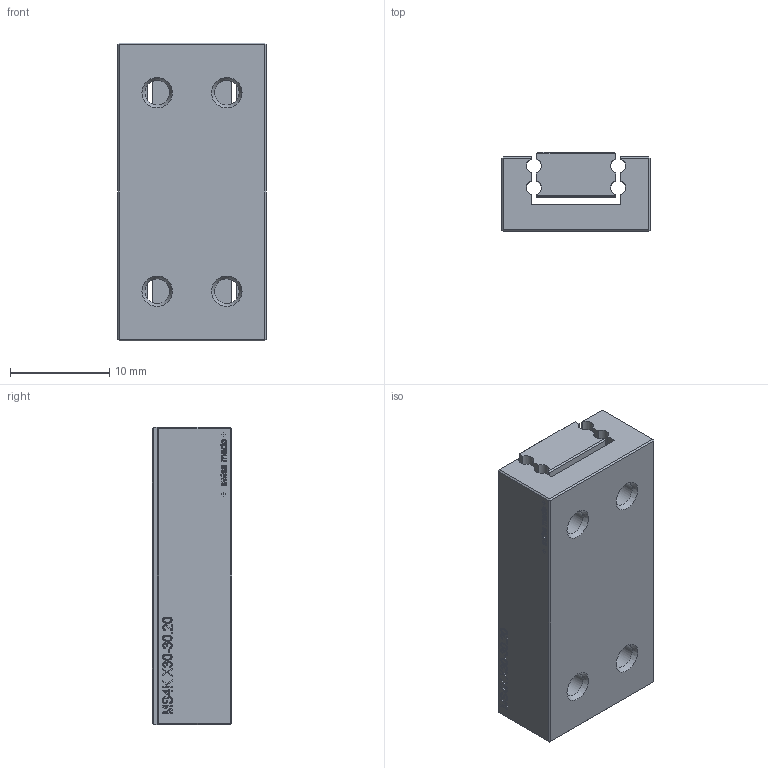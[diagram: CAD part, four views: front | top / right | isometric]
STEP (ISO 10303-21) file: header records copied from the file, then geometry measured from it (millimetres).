
FILE_DESCRIPTION(('FreeCAD Model'),'2;1');
FILE_NAME('MS4K X30-30.20.step', '2020-04-13T15:40:08',('Author'),(''), 'Open CASCADE STEP processor 6.8','FreeCAD','Unknown');
FILE_SCHEMA(('AUTOMOTIVE_DESIGN_CC2 { 1 2 10303 214 -1 1 5 4 }'));
Length unit declared in the file: millimetre
Products named in the file (3): ASSEMBLY; DP; TT
Assembly tree (2 placements, depth 2):
  ASSEMBLY
    DP
    TT
Bounding box: 15 x 8 x 30 mm (x, y, z)
Volume: 2902.1 mm3; surface area: 2831.4 mm2
Topology: 2 solids, 2 shells, 638 faces, 1758 edges, 1154 vertices
Faces by surface type: extrusion 349, plane 269, cylinder 16, cone 4
Full cylindrical faces by diameter (mm): 2.5 x6, 4.25 x2
Entity records: 43505 total; most frequent: CARTESIAN_POINT 10691, DIRECTION 4813, VECTOR 4119, LINE 3770, ORIENTED_EDGE 3516, PCURVE 3516, DEFINITIONAL_REPRESENTATION 3516, B_SPLINE_CURVE_WITH_KNOTS 1769
